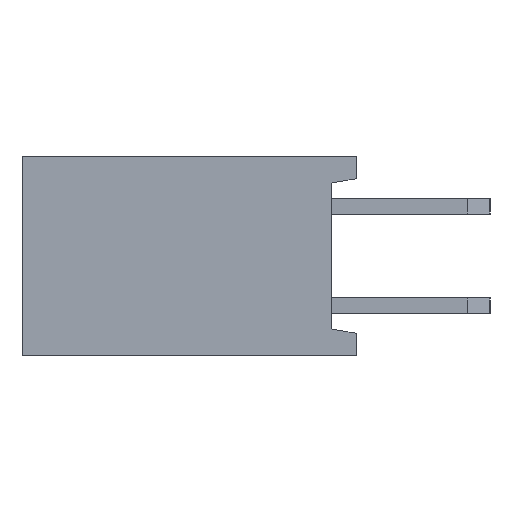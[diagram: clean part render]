
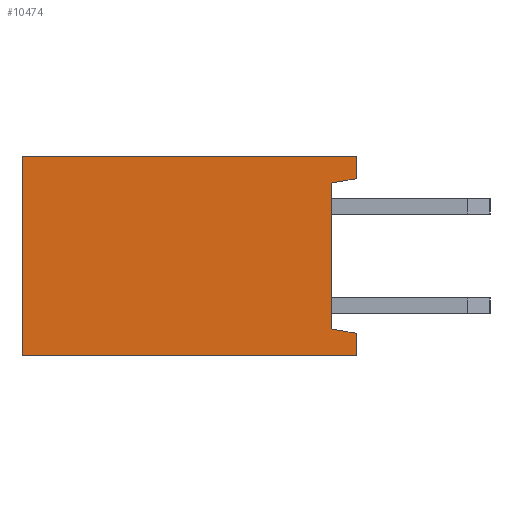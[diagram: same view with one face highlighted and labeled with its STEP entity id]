
A CAD part, left-side view. The second image highlights one B-rep face of the part: STEP entity #10474.
In plain terms, the highlighted planar face has unit normal (-1, 0, 0).
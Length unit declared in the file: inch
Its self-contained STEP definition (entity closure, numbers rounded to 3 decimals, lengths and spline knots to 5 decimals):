
#9 = EDGE_CURVE ( 'NONE', #1866, #4186, #6787, .T. ) ;
#326 = ORIENTED_EDGE ( 'NONE', *, *, #3763, .T. ) ;
#458 = CARTESIAN_POINT ( 'NONE',  ( -1.06, -2.12941, -0.1 ) ) ;
#720 = DIRECTION ( 'NONE',  ( 0., 1., 0. ) ) ;
#942 = ORIENTED_EDGE ( 'NONE', *, *, #9170, .T. ) ;
#997 = VECTOR ( 'NONE', #3157, 39.37008 ) ;
#1176 = EDGE_CURVE ( 'NONE', #9596, #1866, #1224, .T. ) ;
#1224 = LINE ( 'NONE', #4850, #3209 ) ;
#1406 = VECTOR ( 'NONE', #720, 39.37008 ) ;
#1456 = CARTESIAN_POINT ( 'NONE',  ( -1.06, 0.025, 0.07309 ) ) ;
#1534 = CARTESIAN_POINT ( 'NONE',  ( -1.06, -2.12941, -0.1 ) ) ;
#1866 = VERTEX_POINT ( 'NONE', #4424 ) ;
#2039 = ORIENTED_EDGE ( 'NONE', *, *, #5230, .F. ) ;
#2212 = CARTESIAN_POINT ( 'NONE',  ( -1.06, 0.335, -0.1 ) ) ;
#2621 = ORIENTED_EDGE ( 'NONE', *, *, #3904, .F. ) ;
#2789 = DIRECTION ( 'NONE',  ( 0., 1., 0. ) ) ;
#2834 = ORIENTED_EDGE ( 'NONE', *, *, #4114, .T. ) ;
#2988 = FACE_OUTER_BOUND ( 'NONE', #11094, .T. ) ;
#3031 = CARTESIAN_POINT ( 'NONE',  ( -1.06, 0., -0.0775 ) ) ;
#3106 = DIRECTION ( 'NONE',  ( 0., 0., 1. ) ) ;
#3157 = DIRECTION ( 'NONE',  ( 0., 0.985, 0.174 ) ) ;
#3209 = VECTOR ( 'NONE', #7479, 39.37008 ) ;
#3287 = DIRECTION ( 'NONE',  ( 0., 0., 1. ) ) ;
#3568 = CARTESIAN_POINT ( 'NONE',  ( -1.06, 0.025, 0.07309 ) ) ;
#3763 = EDGE_CURVE ( 'NONE', #9596, #11234, #5651, .T. ) ;
#3860 = DIRECTION ( 'NONE',  ( -1., 0., 0. ) ) ;
#3904 = EDGE_CURVE ( 'NONE', #9143, #10282, #4261, .T. ) ;
#4114 = EDGE_CURVE ( 'NONE', #9143, #8154, #4536, .T. ) ;
#4186 = VERTEX_POINT ( 'NONE', #2212 ) ;
#4261 = LINE ( 'NONE', #10380, #5675 ) ;
#4424 = CARTESIAN_POINT ( 'NONE',  ( -1.06, 0., -0.1 ) ) ;
#4536 = LINE ( 'NONE', #10666, #7169 ) ;
#4601 = CARTESIAN_POINT ( 'NONE',  ( -1.06, 0., -0.0775 ) ) ;
#4621 = ORIENTED_EDGE ( 'NONE', *, *, #1176, .F. ) ;
#4850 = CARTESIAN_POINT ( 'NONE',  ( -1.06, 0., -0.1 ) ) ;
#5035 = CARTESIAN_POINT ( 'NONE',  ( -1.06, 0., 0.0775 ) ) ;
#5230 = EDGE_CURVE ( 'NONE', #4186, #8154, #6723, .T. ) ;
#5597 = VERTEX_POINT ( 'NONE', #1456 ) ;
#5651 = LINE ( 'NONE', #3031, #997 ) ;
#5675 = VECTOR ( 'NONE', #6059, 39.37008 ) ;
#5752 = CARTESIAN_POINT ( 'NONE',  ( -1.06, 0.025, -0.07309 ) ) ;
#6059 = DIRECTION ( 'NONE',  ( 0., 0., -1. ) ) ;
#6297 = LINE ( 'NONE', #8873, #10769 ) ;
#6301 = DIRECTION ( 'NONE',  ( 0., -0.985, 0.174 ) ) ;
#6723 = LINE ( 'NONE', #8768, #7149 ) ;
#6787 = LINE ( 'NONE', #1534, #1406 ) ;
#6855 = ORIENTED_EDGE ( 'NONE', *, *, #10425, .T. ) ;
#7149 = VECTOR ( 'NONE', #3287, 39.37008 ) ;
#7169 = VECTOR ( 'NONE', #2789, 39.37008 ) ;
#7187 = LINE ( 'NONE', #3568, #11357 ) ;
#7241 = DIRECTION ( 'NONE',  ( 0., 0., 1. ) ) ;
#7479 = DIRECTION ( 'NONE',  ( 0., 0., -1. ) ) ;
#7777 = CARTESIAN_POINT ( 'NONE',  ( -1.06, 0., 0.1 ) ) ;
#7786 = CARTESIAN_POINT ( 'NONE',  ( -1.06, 0.335, 0.1 ) ) ;
#8154 = VERTEX_POINT ( 'NONE', #7786 ) ;
#8367 = ORIENTED_EDGE ( 'NONE', *, *, #9, .F. ) ;
#8736 = AXIS2_PLACEMENT_3D ( 'NONE', #458, #3860, #3106 ) ;
#8768 = CARTESIAN_POINT ( 'NONE',  ( -1.06, 0.335, -0.1 ) ) ;
#8873 = CARTESIAN_POINT ( 'NONE',  ( -1.06, 0.025, -0.07309 ) ) ;
#9143 = VERTEX_POINT ( 'NONE', #7777 ) ;
#9170 = EDGE_CURVE ( 'NONE', #11234, #5597, #6297, .T. ) ;
#9596 = VERTEX_POINT ( 'NONE', #4601 ) ;
#10048 = PLANE ( 'NONE',  #8736 ) ;
#10282 = VERTEX_POINT ( 'NONE', #5035 ) ;
#10380 = CARTESIAN_POINT ( 'NONE',  ( -1.06, 0., -0.1 ) ) ;
#10425 = EDGE_CURVE ( 'NONE', #5597, #10282, #7187, .T. ) ;
#10474 = ADVANCED_FACE ( 'NONE', ( #2988 ), #10048, .T. ) ;
#10666 = CARTESIAN_POINT ( 'NONE',  ( -1.06, -2.12941, 0.1 ) ) ;
#10769 = VECTOR ( 'NONE', #7241, 39.37008 ) ;
#11094 = EDGE_LOOP ( 'NONE', ( #2834, #2039, #8367, #4621, #326, #942, #6855, #2621 ) ) ;
#11234 = VERTEX_POINT ( 'NONE', #5752 ) ;
#11357 = VECTOR ( 'NONE', #6301, 39.37008 ) ;
